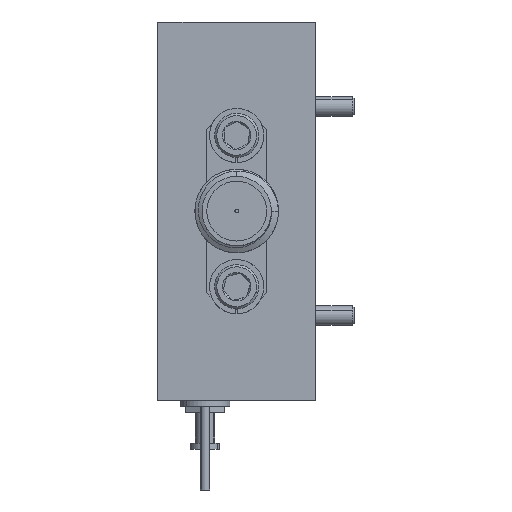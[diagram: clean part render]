
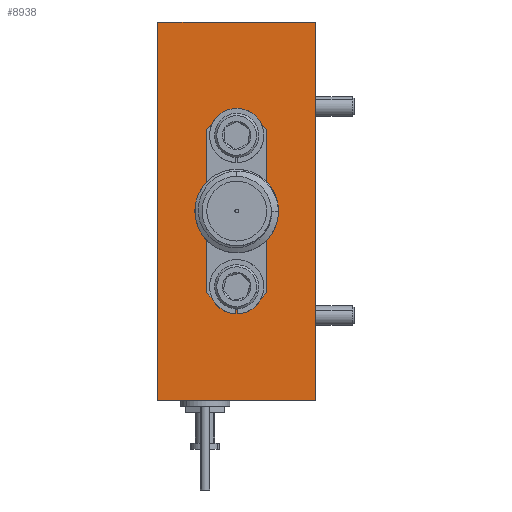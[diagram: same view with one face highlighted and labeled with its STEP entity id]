
A CAD part, left-side view. The second image highlights one B-rep face of the part: STEP entity #8938.
In plain terms, the highlighted planar face has unit normal (-1, 0, 0).
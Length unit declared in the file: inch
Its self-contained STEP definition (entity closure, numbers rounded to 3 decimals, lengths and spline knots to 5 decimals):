
#58 = LINE ( 'NONE', #465, #14235 ) ;
#404 = CARTESIAN_POINT ( 'NONE',  ( -1., 0.25, 0.075 ) ) ;
#465 = CARTESIAN_POINT ( 'NONE',  ( -1., 0.5, -0.6 ) ) ;
#492 = CARTESIAN_POINT ( 'NONE',  ( -1., 0., -0.6 ) ) ;
#603 = ORIENTED_EDGE ( 'NONE', *, *, #10874, .T. ) ;
#608 = DIRECTION ( 'NONE',  ( 0., 0., 1. ) ) ;
#688 = VECTOR ( 'NONE', #4554, 39.37008 ) ;
#714 = AXIS2_PLACEMENT_3D ( 'NONE', #10220, #14372, #11484 ) ;
#738 = CARTESIAN_POINT ( 'NONE',  ( -1., 0.25, 0.24 ) ) ;
#915 = DIRECTION ( 'NONE',  ( 1., 0., 0. ) ) ;
#968 = FACE_OUTER_BOUND ( 'NONE', #4343, .T. ) ;
#1124 = ORIENTED_EDGE ( 'NONE', *, *, #15175, .F. ) ;
#1403 = FACE_BOUND ( 'NONE', #17214, .T. ) ;
#1443 = DIRECTION ( 'NONE',  ( 0., 0., 1. ) ) ;
#1612 = AXIS2_PLACEMENT_3D ( 'NONE', #8656, #4335, #4574 ) ;
#1832 = CARTESIAN_POINT ( 'NONE',  ( -1., 0.5, 0.6 ) ) ;
#1847 = AXIS2_PLACEMENT_3D ( 'NONE', #13164, #2536, #3764 ) ;
#2324 = CIRCLE ( 'NONE', #6763, 0.075 ) ;
#2374 = CARTESIAN_POINT ( 'NONE',  ( -1., 0.25, 0. ) ) ;
#2536 = DIRECTION ( 'NONE',  ( -1., 0., 0. ) ) ;
#2853 = EDGE_CURVE ( 'NONE', #10864, #6390, #3728, .T. ) ;
#2908 = DIRECTION ( 'NONE',  ( -1., 0., 0. ) ) ;
#3109 = EDGE_CURVE ( 'NONE', #5195, #5720, #58, .T. ) ;
#3127 = CARTESIAN_POINT ( 'NONE',  ( -1., 0.25, 0.275 ) ) ;
#3370 = DIRECTION ( 'NONE',  ( 1., 0., 0. ) ) ;
#3728 = CIRCLE ( 'NONE', #12214, 0.075 ) ;
#3764 = DIRECTION ( 'NONE',  ( 0., 0., 1. ) ) ;
#3768 = LINE ( 'NONE', #16750, #17775 ) ;
#3774 = DIRECTION ( 'NONE',  ( 0., 0., -1. ) ) ;
#4335 = DIRECTION ( 'NONE',  ( 1., 0., 0. ) ) ;
#4343 = EDGE_LOOP ( 'NONE', ( #603, #9649, #14601, #13515 ) ) ;
#4469 = EDGE_CURVE ( 'NONE', #10432, #9896, #8834, .T. ) ;
#4554 = DIRECTION ( 'NONE',  ( 0., 0., 1. ) ) ;
#4574 = DIRECTION ( 'NONE',  ( 0., 0., -1. ) ) ;
#4659 = LINE ( 'NONE', #10210, #10473 ) ;
#5120 = CARTESIAN_POINT ( 'NONE',  ( -1., 0.25, -0.275 ) ) ;
#5195 = VERTEX_POINT ( 'NONE', #9331 ) ;
#5370 = ORIENTED_EDGE ( 'NONE', *, *, #11819, .F. ) ;
#5720 = VERTEX_POINT ( 'NONE', #492 ) ;
#6223 = ORIENTED_EDGE ( 'NONE', *, *, #7740, .T. ) ;
#6390 = VERTEX_POINT ( 'NONE', #15012 ) ;
#6763 = AXIS2_PLACEMENT_3D ( 'NONE', #2374, #915, #3774 ) ;
#6943 = LINE ( 'NONE', #8638, #688 ) ;
#7702 = VERTEX_POINT ( 'NONE', #1832 ) ;
#7740 = EDGE_CURVE ( 'NONE', #6390, #10864, #2324, .T. ) ;
#7950 = ORIENTED_EDGE ( 'NONE', *, *, #4469, .F. ) ;
#8311 = DIRECTION ( 'NONE',  ( 0., -1., 0. ) ) ;
#8511 = FACE_BOUND ( 'NONE', #12721, .T. ) ;
#8638 = CARTESIAN_POINT ( 'NONE',  ( -1., 0., 0.6 ) ) ;
#8656 = CARTESIAN_POINT ( 'NONE',  ( -1., 0.5, 0.6 ) ) ;
#8791 = DIRECTION ( 'NONE',  ( -1., 0., 0. ) ) ;
#8834 = CIRCLE ( 'NONE', #9262, 0.035 ) ;
#8938 = ADVANCED_FACE ( 'NONE', ( #15827, #1403, #8511, #968 ), #12598, .F. ) ;
#9262 = AXIS2_PLACEMENT_3D ( 'NONE', #738, #8791, #608 ) ;
#9331 = CARTESIAN_POINT ( 'NONE',  ( -1., 0.5, -0.6 ) ) ;
#9649 = ORIENTED_EDGE ( 'NONE', *, *, #13094, .F. ) ;
#9791 = CARTESIAN_POINT ( 'NONE',  ( -1., 0.25, -0.24 ) ) ;
#9896 = VERTEX_POINT ( 'NONE', #15421 ) ;
#10023 = DIRECTION ( 'NONE',  ( 0., 0., 1. ) ) ;
#10153 = EDGE_CURVE ( 'NONE', #13870, #16079, #10383, .T. ) ;
#10210 = CARTESIAN_POINT ( 'NONE',  ( -1., 0.5, 0.6 ) ) ;
#10220 = CARTESIAN_POINT ( 'NONE',  ( -1., 0.25, 0.24 ) ) ;
#10383 = CIRCLE ( 'NONE', #1847, 0.035 ) ;
#10432 = VERTEX_POINT ( 'NONE', #3127 ) ;
#10473 = VECTOR ( 'NONE', #10023, 39.37008 ) ;
#10573 = ORIENTED_EDGE ( 'NONE', *, *, #10153, .F. ) ;
#10634 = EDGE_LOOP ( 'NONE', ( #16128, #6223 ) ) ;
#10864 = VERTEX_POINT ( 'NONE', #404 ) ;
#10874 = EDGE_CURVE ( 'NONE', #5720, #13533, #6943, .T. ) ;
#11458 = DIRECTION ( 'NONE',  ( 0., -1., 0. ) ) ;
#11484 = DIRECTION ( 'NONE',  ( 0., 0., 1. ) ) ;
#11819 = EDGE_CURVE ( 'NONE', #9896, #10432, #13976, .T. ) ;
#12214 = AXIS2_PLACEMENT_3D ( 'NONE', #14367, #3370, #15582 ) ;
#12598 = PLANE ( 'NONE',  #1612 ) ;
#12721 = EDGE_LOOP ( 'NONE', ( #7950, #5370 ) ) ;
#13094 = EDGE_CURVE ( 'NONE', #7702, #13533, #3768, .T. ) ;
#13164 = CARTESIAN_POINT ( 'NONE',  ( -1., 0.25, -0.24 ) ) ;
#13515 = ORIENTED_EDGE ( 'NONE', *, *, #3109, .T. ) ;
#13533 = VERTEX_POINT ( 'NONE', #16615 ) ;
#13852 = AXIS2_PLACEMENT_3D ( 'NONE', #9791, #2908, #1443 ) ;
#13870 = VERTEX_POINT ( 'NONE', #14657 ) ;
#13976 = CIRCLE ( 'NONE', #714, 0.035 ) ;
#14235 = VECTOR ( 'NONE', #11458, 39.37008 ) ;
#14367 = CARTESIAN_POINT ( 'NONE',  ( -1., 0.25, 0. ) ) ;
#14372 = DIRECTION ( 'NONE',  ( -1., 0., 0. ) ) ;
#14601 = ORIENTED_EDGE ( 'NONE', *, *, #15299, .F. ) ;
#14657 = CARTESIAN_POINT ( 'NONE',  ( -1., 0.25, -0.205 ) ) ;
#15012 = CARTESIAN_POINT ( 'NONE',  ( -1., 0.25, -0.075 ) ) ;
#15175 = EDGE_CURVE ( 'NONE', #16079, #13870, #17413, .T. ) ;
#15299 = EDGE_CURVE ( 'NONE', #5195, #7702, #4659, .T. ) ;
#15421 = CARTESIAN_POINT ( 'NONE',  ( -1., 0.25, 0.205 ) ) ;
#15582 = DIRECTION ( 'NONE',  ( 0., 0., -1. ) ) ;
#15827 = FACE_BOUND ( 'NONE', #10634, .T. ) ;
#16079 = VERTEX_POINT ( 'NONE', #5120 ) ;
#16128 = ORIENTED_EDGE ( 'NONE', *, *, #2853, .T. ) ;
#16615 = CARTESIAN_POINT ( 'NONE',  ( -1., 0., 0.6 ) ) ;
#16750 = CARTESIAN_POINT ( 'NONE',  ( -1., 0.5, 0.6 ) ) ;
#17214 = EDGE_LOOP ( 'NONE', ( #10573, #1124 ) ) ;
#17413 = CIRCLE ( 'NONE', #13852, 0.035 ) ;
#17775 = VECTOR ( 'NONE', #8311, 39.37008 ) ;
